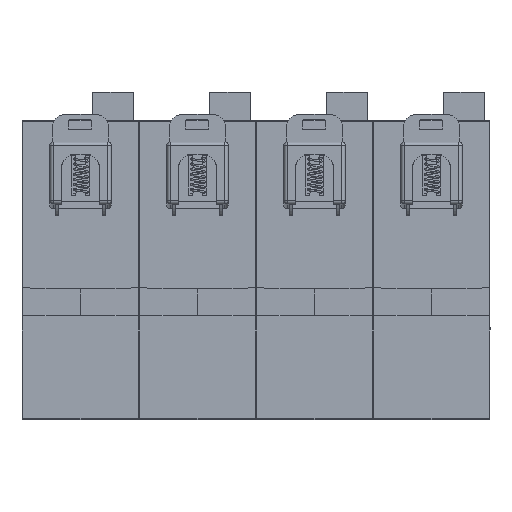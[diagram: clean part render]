
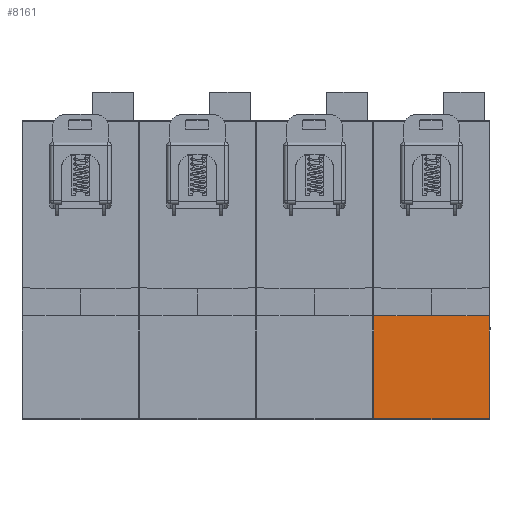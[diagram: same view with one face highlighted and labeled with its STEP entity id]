
A CAD part, top view. The second image highlights one B-rep face of the part: STEP entity #8161.
In plain terms, the highlighted planar face has unit normal (0, 0, 1).
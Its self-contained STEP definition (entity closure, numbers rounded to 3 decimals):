
#57 = DIRECTION ( 'NONE',  ( 0., 0., -1. ) ) ;
#239 = DIRECTION ( 'NONE',  ( 1., -0.002, 0. ) ) ;
#680 = ORIENTED_EDGE ( 'NONE', *, *, #25694, .F. ) ;
#951 = EDGE_CURVE ( '����������� ������� Defeature2_89+����������� ������� Defeature2_104+����������� ������� Defeature2_47+����������� ������� Defeature2_45', #12487, #18936, #15460, .T. ) ;
#1207 = CARTESIAN_POINT ( 'NONE',  ( 17.513, -45.091, 33.257 ) ) ;
#1293 = VECTOR ( 'NONE', #3309, 1000. ) ;
#1406 = VECTOR ( 'NONE', #21604, 1000. ) ;
#3309 = DIRECTION ( 'NONE',  ( -1., 0., 0. ) ) ;
#3972 = ORIENTED_EDGE ( 'NONE', *, *, #10805, .F. ) ;
#5548 = VERTEX_POINT ( 'NONE', #20853 ) ;
#5624 = VECTOR ( 'NONE', #22739, 1000. ) ;
#5944 = CARTESIAN_POINT ( 'NONE',  ( 17.513, -13.92, 33.257 ) ) ;
#6249 = VECTOR ( 'NONE', #15884, 1000. ) ;
#6835 = VERTEX_POINT ( 'NONE', #26027 ) ;
#7965 = VECTOR ( 'NONE', #239, 1000. ) ;
#8161 = ADVANCED_FACE ( '����������� ������� Defeature2_104', ( #17520 ), #14133, .F. ) ;
#8499 = ORIENTED_EDGE ( 'NONE', *, *, #24468, .F. ) ;
#9825 = AXIS2_PLACEMENT_3D ( 'NONE', #18407, #57, #22216 ) ;
#10805 = EDGE_CURVE ( '����������� ������� Defeature2_92+����������� ������� Defeature2_104+����������� ������� Defeature2_91+����������� ������� Defeature2_47', #18543, #12487, #18720, .T. ) ;
#12487 = VERTEX_POINT ( 'NONE', #5944 ) ;
#13560 = ORIENTED_EDGE ( 'NONE', *, *, #951, .F. ) ;
#14021 = EDGE_CURVE ( '����������� ������� Defeature2_113+����������� ������� Defeature2_104+����������� ������� Defeature2_103+����������� ������� Defeature2_105', #5548, #6835, #24973, .T. ) ;
#14133 = PLANE ( 'NONE',  #9825 ) ;
#14959 = EDGE_LOOP ( 'NONE', ( #8499, #15439, #680, #13560, #3972 ) ) ;
#15439 = ORIENTED_EDGE ( 'NONE', *, *, #14021, .F. ) ;
#15460 = LINE ( 'NONE', #22562, #5624 ) ;
#15477 = CARTESIAN_POINT ( 'NONE',  ( -17.714, -45.091, 33.257 ) ) ;
#15580 = CARTESIAN_POINT ( 'NONE',  ( -17.513, -13.92, 33.257 ) ) ;
#15884 = DIRECTION ( 'NONE',  ( 0., 1., 0. ) ) ;
#17520 = FACE_OUTER_BOUND ( 'NONE', #14959, .T. ) ;
#18407 = CARTESIAN_POINT ( 'NONE',  ( -17.714, -45.292, 33.257 ) ) ;
#18543 = VERTEX_POINT ( 'NONE', #19603 ) ;
#18720 = LINE ( 'NONE', #24543, #7965 ) ;
#18936 = VERTEX_POINT ( 'NONE', #1207 ) ;
#19603 = CARTESIAN_POINT ( 'NONE',  ( 0., -13.89, 33.257 ) ) ;
#20853 = CARTESIAN_POINT ( 'NONE',  ( -17.513, -45.091, 33.257 ) ) ;
#21604 = DIRECTION ( 'NONE',  ( 1., 0.002, 0. ) ) ;
#21720 = CARTESIAN_POINT ( 'NONE',  ( -17.513, 0., 33.257 ) ) ;
#22216 = DIRECTION ( 'NONE',  ( -1., 0., 0. ) ) ;
#22562 = CARTESIAN_POINT ( 'NONE',  ( 17.513, -45.292, 33.257 ) ) ;
#22739 = DIRECTION ( 'NONE',  ( 0., -1., 0. ) ) ;
#24149 = LINE ( 'NONE', #15477, #1293 ) ;
#24468 = EDGE_CURVE ( '����������� ������� Defeature2_91+����������� ������� Defeature2_104+����������� ������� Defeature2_105+����������� ������� Defeature2_92', #6835, #18543, #25196, .T. ) ;
#24543 = CARTESIAN_POINT ( 'NONE',  ( 0., -13.89, 33.257 ) ) ;
#24973 = LINE ( 'NONE', #21720, #6249 ) ;
#25196 = LINE ( 'NONE', #15580, #1406 ) ;
#25694 = EDGE_CURVE ( '����������� ������� Defeature2_90+����������� ������� Defeature2_104+����������� ������� Defeature2_45+����������� ������� Defeature2_103', #18936, #5548, #24149, .T. ) ;
#26027 = CARTESIAN_POINT ( 'NONE',  ( -17.513, -13.92, 33.257 ) ) ;
